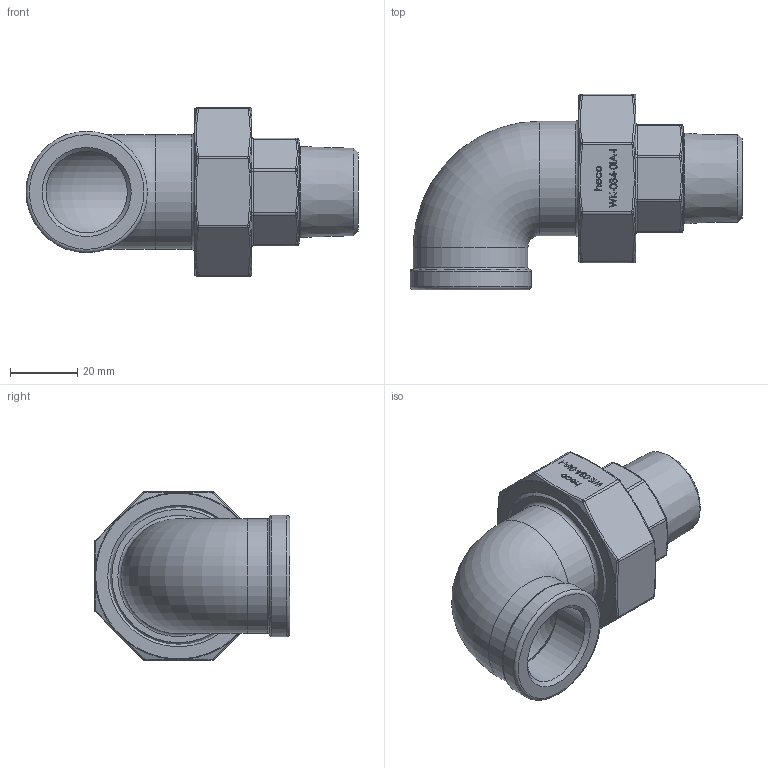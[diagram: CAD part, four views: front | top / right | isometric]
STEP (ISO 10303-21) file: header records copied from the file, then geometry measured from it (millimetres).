
FILE_DESCRIPTION (( 'STEP AP214' ), '1' );
FILE_NAME ('WK-034-0IA-I Winkelverschraubung konisch 2202.STEP', '2022-02-17T14:22:34', ( '' ), ( '' ), 'SwSTEP 2.0', 'SolidWorks 2019', '' );
FILE_SCHEMA (( 'AUTOMOTIVE_DESIGN' ));
Length unit declared in the file: millimetre
Products named in the file (1): WK-034-0IA-I Winkelverschraubung konisch 2202
Bounding box: 98.5 x 58 x 50 mm (x, y, z)
Volume: 54429.4 mm3; surface area: 29449.2 mm2
Topology: 3 solids, 3 shells, 369 faces, 911 edges, 547 vertices
Faces by surface type: plane 136, bspline 132, cylinder 37, torus 36, cone 28
Full cylindrical faces by diameter (mm): 20 x1, 24 x1, 24.12 x1, 28 x2, 34 x2, 36 x2, 36.5 x1, 39.5 x1, 39.84 x1, 42 x1
Entity records: 19700 total; most frequent: CARTESIAN_POINT 8284, ORIENTED_EDGE 1620, DIRECTION 1169, EDGE_CURVE 810, VERTEX_POINT 529, EDGE_LOOP 457, FACE_OUTER_BOUND 410, AXIS2_PLACEMENT_3D 401
